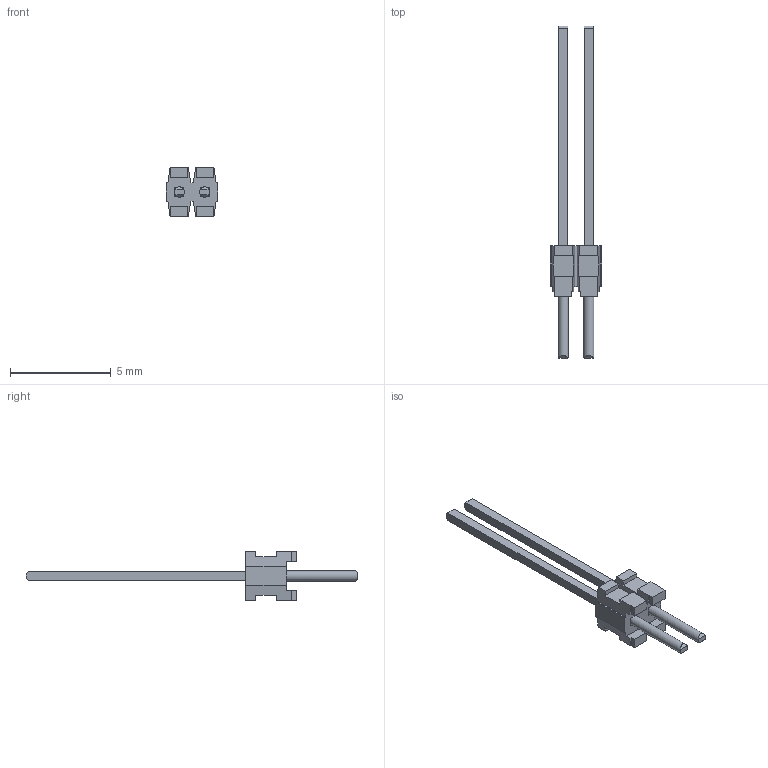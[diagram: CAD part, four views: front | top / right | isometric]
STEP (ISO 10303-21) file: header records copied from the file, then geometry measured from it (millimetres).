
FILE_DESCRIPTION( ( 'STEP AP214' ), ' ' );
FILE_NAME( 'TMS-102-57-G-S.stp', '2017-06-14T10:28:35', ( '' ), ( '' ), ' ', 'PARTsolutions', ' ' );
FILE_SCHEMA( ( 'AUTOMOTIVE_DESIGN { 1 0 10303 214 1 1 1 1 }' ) );
Length unit declared in the file: inch
Products named in the file (3): TMS-102-57-G-S; _TMS-102-S_header; _T-1M6-02-57-S
Assembly tree (2 placements, depth 2):
  TMS-102-57-G-S
    _TMS-102-S_header
    _T-1M6-02-57-S
Bounding box: 2.54 x 16.51 x 2.44 mm (x, y, z)
Volume: 17.5 mm3; surface area: 109.6 mm2
Topology: 2 solids, 2 shells, 105 faces, 296 edges, 196 vertices
Faces by surface type: plane 103, cylinder 2
Full cylindrical faces by diameter (mm): 0.508 x2
Entity records: 4202 total; most frequent: CARTESIAN_POINT 594, ORIENTED_EDGE 584, DIRECTION 518, EDGE_CURVE 292, LINE 282, VECTOR 282, VERTEX_POINT 194, AXIS2_PLACEMENT_3D 118
